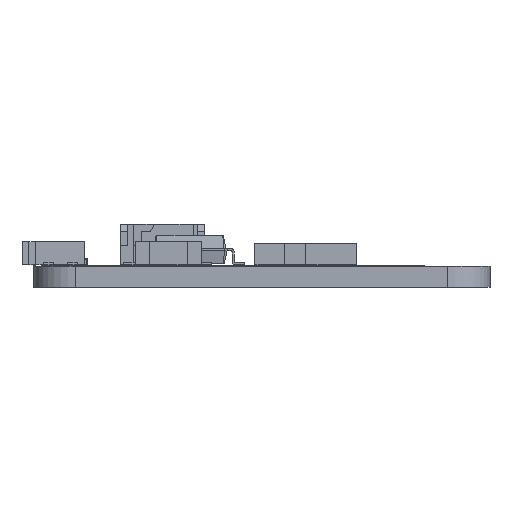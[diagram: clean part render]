
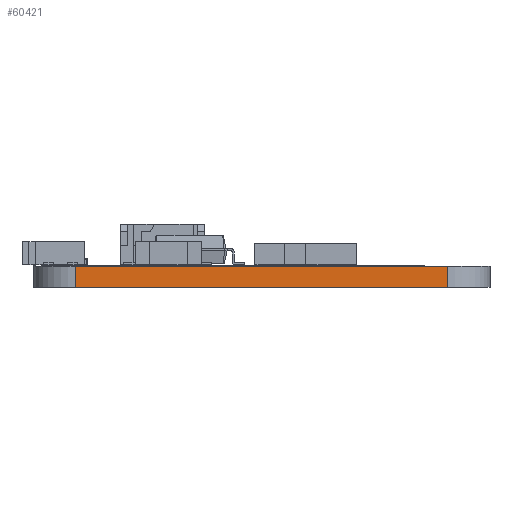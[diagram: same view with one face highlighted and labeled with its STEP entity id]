
A CAD part, left-side view. The second image highlights one B-rep face of the part: STEP entity #60421.
In plain terms, the highlighted planar face has unit normal (-1, -0.001, 0).
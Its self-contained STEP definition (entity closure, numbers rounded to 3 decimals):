
#59802 = VERTEX_POINT('',#59803);
#59803 = CARTESIAN_POINT('',(-33.307,13.218,0.));
#59810 = EDGE_CURVE('',#59811,#59802,#59813,.T.);
#59811 = VERTEX_POINT('',#59812);
#59812 = CARTESIAN_POINT('',(-33.288,-13.191,0.));
#59813 = LINE('',#59814,#59815);
#59814 = CARTESIAN_POINT('',(-33.288,-13.191,0.));
#59815 = VECTOR('',#59816,1.);
#59816 = DIRECTION('',(-0.001,1.,0.));
#60098 = VERTEX_POINT('',#60099);
#60099 = CARTESIAN_POINT('',(-33.307,13.218,1.51));
#60106 = EDGE_CURVE('',#60107,#60098,#60109,.T.);
#60107 = VERTEX_POINT('',#60108);
#60108 = CARTESIAN_POINT('',(-33.288,-13.191,1.51));
#60109 = LINE('',#60110,#60111);
#60110 = CARTESIAN_POINT('',(-33.288,-13.191,1.51));
#60111 = VECTOR('',#60112,1.);
#60112 = DIRECTION('',(-0.001,1.,0.));
#60391 = EDGE_CURVE('',#59802,#60098,#60392,.T.);
#60392 = LINE('',#60393,#60394);
#60393 = CARTESIAN_POINT('',(-33.307,13.218,0.));
#60394 = VECTOR('',#60395,1.);
#60395 = DIRECTION('',(0.,0.,1.));
#60421 = ADVANCED_FACE('',(#60422),#60433,.T.);
#60422 = FACE_BOUND('',#60423,.T.);
#60423 = EDGE_LOOP('',(#60424,#60430,#60431,#60432));
#60424 = ORIENTED_EDGE('',*,*,#60425,.T.);
#60425 = EDGE_CURVE('',#59811,#60107,#60426,.T.);
#60426 = LINE('',#60427,#60428);
#60427 = CARTESIAN_POINT('',(-33.288,-13.191,0.));
#60428 = VECTOR('',#60429,1.);
#60429 = DIRECTION('',(0.,0.,1.));
#60430 = ORIENTED_EDGE('',*,*,#60106,.T.);
#60431 = ORIENTED_EDGE('',*,*,#60391,.F.);
#60432 = ORIENTED_EDGE('',*,*,#59810,.F.);
#60433 = PLANE('',#60434);
#60434 = AXIS2_PLACEMENT_3D('',#60435,#60436,#60437);
#60435 = CARTESIAN_POINT('',(-33.288,-13.191,0.));
#60436 = DIRECTION('',(-1.,-0.001,0.));
#60437 = DIRECTION('',(-0.001,1.,0.));
